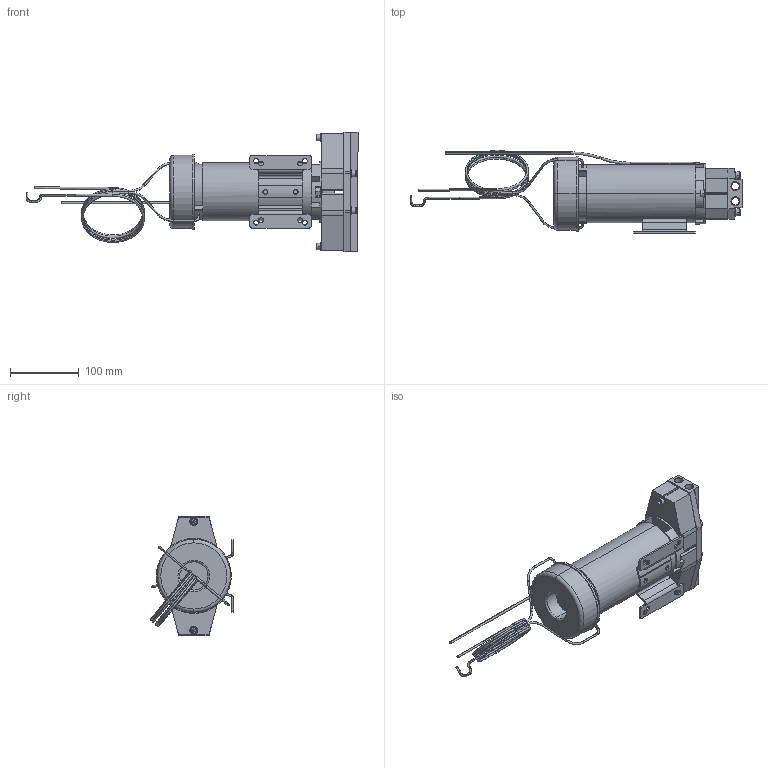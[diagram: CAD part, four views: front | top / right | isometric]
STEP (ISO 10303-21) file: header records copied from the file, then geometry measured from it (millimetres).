
FILE_DESCRIPTION (( 'STEP AP203' ), '1' );
FILE_NAME ('217V-M9253F.STEP', '2017-07-28T17:35:41', ( 'admin' ), ( 'Hewlett-Packard Company' ), 'SwSTEP 2.0', 'SolidWorks 2017', '' );
FILE_SCHEMA (( 'CONFIG_CONTROL_DESIGN' ));
Length unit declared in the file: inch
Products named in the file (1): 217V-M9253F
Bounding box: 484.27 x 121.3 x 174.62 mm (x, y, z)
Volume: 1355355.4 mm3; surface area: 297403.7 mm2
Topology: 19 solids, 21 shells, 720 faces, 1833 edges, 1156 vertices
Faces by surface type: plane 343, cylinder 264, cone 52, torus 40, bspline 18, sphere 3
Entity records: 24011 total; most frequent: CARTESIAN_POINT 6077, DIRECTION 3935, ORIENTED_EDGE 3638, EDGE_CURVE 1819, AXIS2_PLACEMENT_3D 1484, VERTEX_POINT 1155, VECTOR 967, LINE 967
